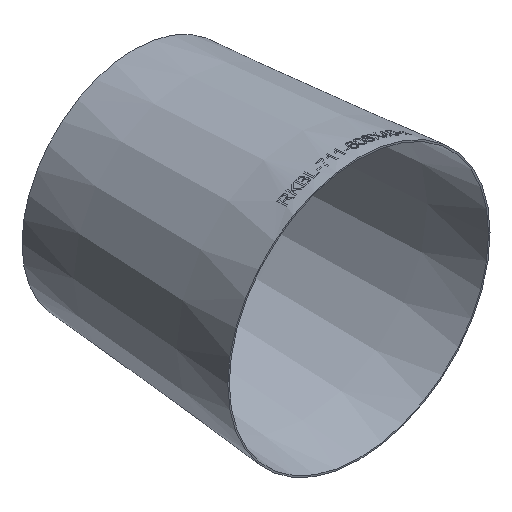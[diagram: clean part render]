
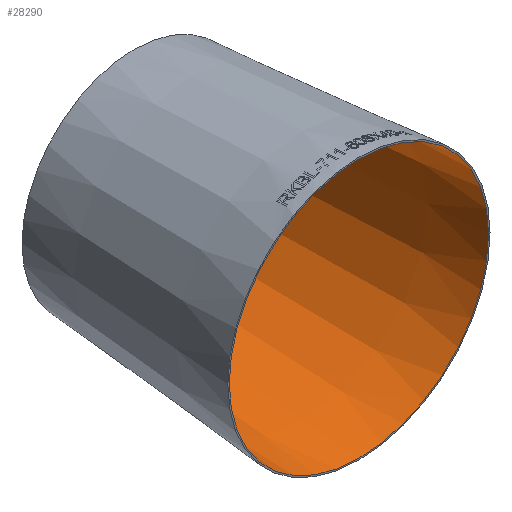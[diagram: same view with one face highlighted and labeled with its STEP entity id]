
A CAD part, isometric view. The second image highlights one B-rep face of the part: STEP entity #28290.
In plain terms, the highlighted conical face has half-angle 4.835 degrees and reference radius 351.586 mm.
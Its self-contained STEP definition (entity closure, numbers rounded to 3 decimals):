
#3406 = AXIS2_PLACEMENT_3D ( 'NONE', #34068, #14434, #37792 ) ;
#9713 = AXIS2_PLACEMENT_3D ( 'NONE', #40007, #30616, #19934 ) ;
#10117 = CONICAL_SURFACE ( 'NONE', #31018, 351.586, 0.084 ) ;
#13309 = EDGE_LOOP ( 'NONE', ( #27762 ) ) ;
#13883 = EDGE_LOOP ( 'NONE', ( #28201 ) ) ;
#14085 = FACE_OUTER_BOUND ( 'NONE', #13883, .T. ) ;
#14434 = DIRECTION ( 'NONE',  ( 0., -1., 0. ) ) ;
#14514 = DIRECTION ( 'NONE',  ( 0., -1., 0. ) ) ;
#16546 = VERTEX_POINT ( 'NONE', #29833 ) ;
#16665 = CIRCLE ( 'NONE', #3406, 299.986 ) ;
#19934 = DIRECTION ( 'NONE',  ( 0., 0., -1. ) ) ;
#24252 = EDGE_CURVE ( 'NONE', #30059, #30059, #16665, .T. ) ;
#27394 = CARTESIAN_POINT ( 'NONE',  ( 0., 0., 0. ) ) ;
#27762 = ORIENTED_EDGE ( 'NONE', *, *, #24252, .F. ) ;
#28201 = ORIENTED_EDGE ( 'NONE', *, *, #31761, .T. ) ;
#28290 = ADVANCED_FACE ( 'NONE', ( #37220, #14085 ), #10117, .F. ) ;
#29833 = CARTESIAN_POINT ( 'NONE',  ( 0., 0., -351.586 ) ) ;
#30059 = VERTEX_POINT ( 'NONE', #36177 ) ;
#30616 = DIRECTION ( 'NONE',  ( 0., -1., 0. ) ) ;
#31018 = AXIS2_PLACEMENT_3D ( 'NONE', #27394, #14514, #40707 ) ;
#31761 = EDGE_CURVE ( 'NONE', #16546, #16546, #43122, .T. ) ;
#34068 = CARTESIAN_POINT ( 'NONE',  ( 0., 610., 0. ) ) ;
#36177 = CARTESIAN_POINT ( 'NONE',  ( 0., 610., -299.986 ) ) ;
#37220 = FACE_BOUND ( 'NONE', #13309, .T. ) ;
#37792 = DIRECTION ( 'NONE',  ( 0., 0., -1. ) ) ;
#40007 = CARTESIAN_POINT ( 'NONE',  ( 0., 0., 0. ) ) ;
#40707 = DIRECTION ( 'NONE',  ( 0., 0., -1. ) ) ;
#43122 = CIRCLE ( 'NONE', #9713, 351.586 ) ;
